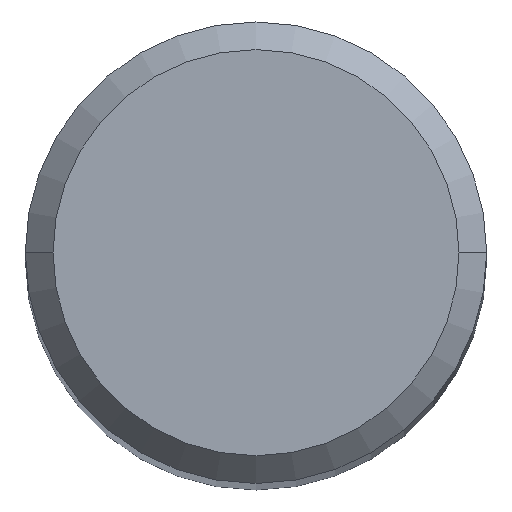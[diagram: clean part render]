
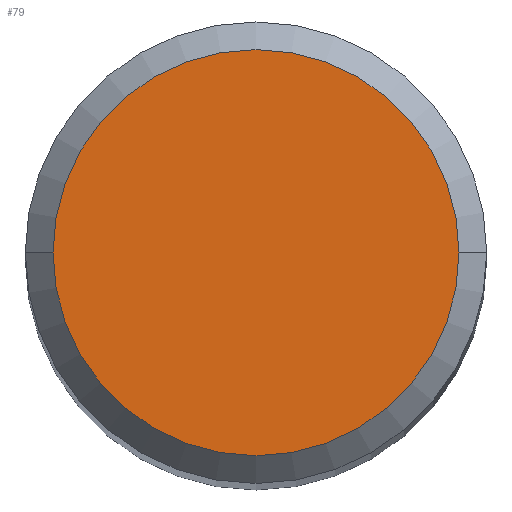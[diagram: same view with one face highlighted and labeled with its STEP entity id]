
A CAD part, top view. The second image highlights one B-rep face of the part: STEP entity #79.
In plain terms, the highlighted planar face has unit normal (0, 0, 1).
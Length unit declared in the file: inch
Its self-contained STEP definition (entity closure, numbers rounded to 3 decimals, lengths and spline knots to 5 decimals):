
#5 = VERTEX_POINT ( 'NONE', #94 ) ;
#21 = AXIS2_PLACEMENT_3D ( 'NONE', #204, #221, #111 ) ;
#31 = DIRECTION ( 'NONE',  ( 1., 0., 0. ) ) ;
#34 = AXIS2_PLACEMENT_3D ( 'NONE', #91, #73, #145 ) ;
#53 = FACE_OUTER_BOUND ( 'NONE', #202, .T. ) ;
#54 = EDGE_CURVE ( 'NONE', #126, #5, #229, .T. ) ;
#65 = ORIENTED_EDGE ( 'NONE', *, *, #236, .T. ) ;
#66 = AXIS2_PLACEMENT_3D ( 'NONE', #129, #131, #31 ) ;
#73 = DIRECTION ( 'NONE',  ( 0., 0., 1. ) ) ;
#79 = ADVANCED_FACE ( 'NONE', ( #53 ), #133, .T. ) ;
#91 = CARTESIAN_POINT ( 'NONE',  ( 0., 0., 2.5 ) ) ;
#94 = CARTESIAN_POINT ( 'NONE',  ( 0.11, 0., 2.5 ) ) ;
#107 = ORIENTED_EDGE ( 'NONE', *, *, #54, .T. ) ;
#111 = DIRECTION ( 'NONE',  ( 1., 0., 0. ) ) ;
#126 = VERTEX_POINT ( 'NONE', #194 ) ;
#129 = CARTESIAN_POINT ( 'NONE',  ( 0., 0., 2.5 ) ) ;
#131 = DIRECTION ( 'NONE',  ( 0., 0., 1. ) ) ;
#133 = PLANE ( 'NONE',  #34 ) ;
#145 = DIRECTION ( 'NONE',  ( 1., 0., 0. ) ) ;
#168 = CIRCLE ( 'NONE', #21, 0.11 ) ;
#194 = CARTESIAN_POINT ( 'NONE',  ( -0.11, 0., 2.5 ) ) ;
#202 = EDGE_LOOP ( 'NONE', ( #107, #65 ) ) ;
#204 = CARTESIAN_POINT ( 'NONE',  ( 0., 0., 2.5 ) ) ;
#221 = DIRECTION ( 'NONE',  ( 0., 0., 1. ) ) ;
#229 = CIRCLE ( 'NONE', #66, 0.11 ) ;
#236 = EDGE_CURVE ( 'NONE', #5, #126, #168, .T. ) ;
